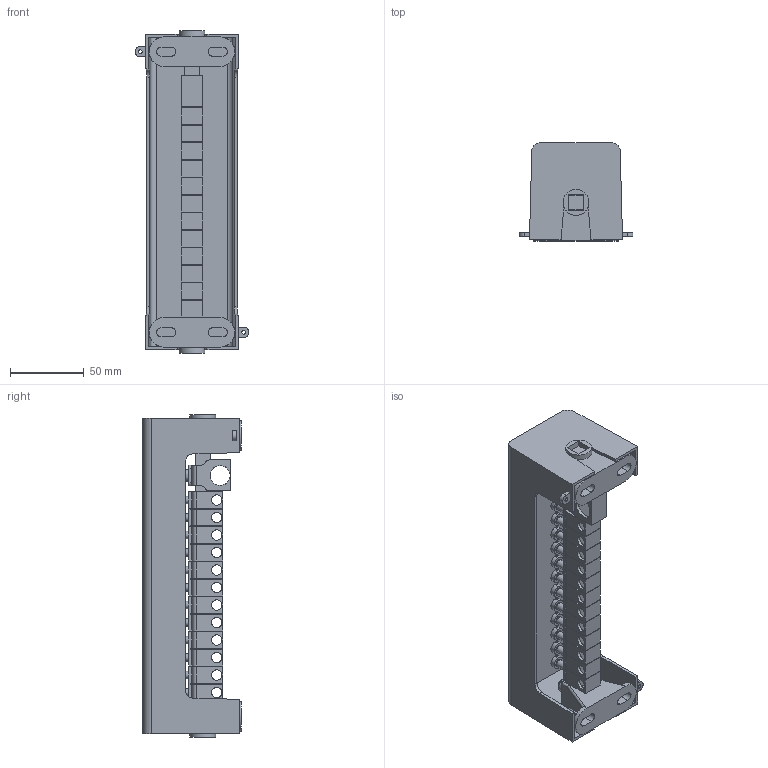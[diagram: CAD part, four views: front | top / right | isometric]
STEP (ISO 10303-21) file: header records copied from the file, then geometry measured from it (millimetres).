
FILE_DESCRIPTION (( 'STEP AP214' ), '1' );
FILE_NAME ('5015683.stp', '2021-05-10T08:11:58', ( '' ), ( '' ), 'SwSTEP 2.0', 'SolidWorks 2020', '' );
FILE_SCHEMA (( 'AUTOMOTIVE_DESIGN' ));
Length unit declared in the file: millimetre
Products named in the file (9): 0065164_Standard; 171442; 016522_Standard; 020302_ISO 4017 - M8 x 20; 0065170; 0065168; 5015683; 0065166_5015723 L=212; 017962
Assembly tree (32 placements, depth 2):
  5015683
    0065164_Standard  x2
    0065166_5015723 L=212
    171442
    0065168  x12
    017962  x2
    016522_Standard  x12
    020302_ISO 4017 - M8 x 20
    0065170
Bounding box: 77 x 66.5 x 218 mm (x, y, z)
Volume: 143338.7 mm3; surface area: 124248.3 mm2
Topology: 32 solids, 32 shells, 643 faces, 1777 edges, 1175 vertices
Faces by surface type: plane 408, cylinder 192, cone 31, sphere 8, bspline 4
Full cylindrical faces by diameter (mm): 2.5 x2, 3.5 x2, 4.1 x24, 4.5 x2, 5 x12, 7 x14, 8 x1, 13.5 x1, 17.5 x2
Entity records: 8469 total; most frequent: CARTESIAN_POINT 1437, DIRECTION 1127, ORIENTED_EDGE 1096, EDGE_CURVE 548, AXIS2_PLACEMENT_3D 386, VERTEX_POINT 369, LINE 355, VECTOR 355
